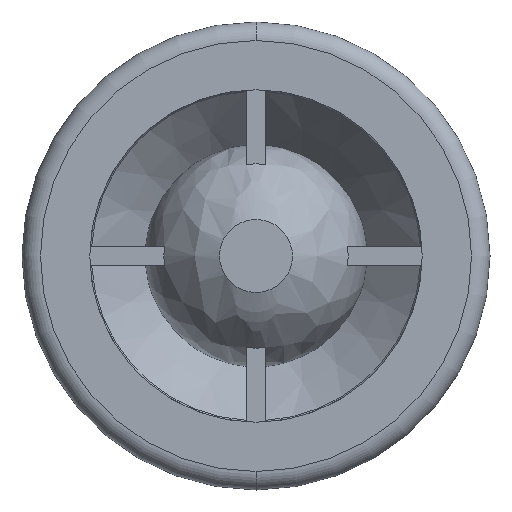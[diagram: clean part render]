
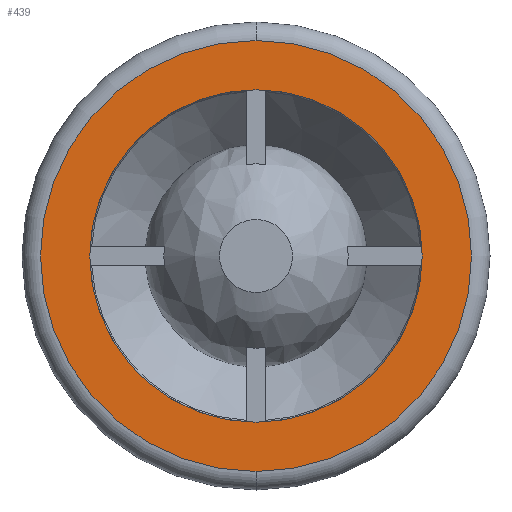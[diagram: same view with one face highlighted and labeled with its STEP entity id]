
A CAD part, front view. The second image highlights one B-rep face of the part: STEP entity #439.
In plain terms, the highlighted planar face has unit normal (0, -1, 0).
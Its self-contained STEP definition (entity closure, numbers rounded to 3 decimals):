
#13 = CARTESIAN_POINT ( 'NONE',  ( 0., 0., 0. ) ) ;
#17 = ORIENTED_EDGE ( 'NONE', *, *, #841, .F. ) ;
#51 = DIRECTION ( 'NONE',  ( 0., -1., 0. ) ) ;
#94 = VERTEX_POINT ( 'NONE', #1291 ) ;
#140 = DIRECTION ( 'NONE',  ( 0., 0., 1. ) ) ;
#162 = ORIENTED_EDGE ( 'NONE', *, *, #1661, .F. ) ;
#187 = DIRECTION ( 'NONE',  ( 0., 0., -1. ) ) ;
#189 = CARTESIAN_POINT ( 'NONE',  ( 0., 0., -17.5 ) ) ;
#219 = EDGE_CURVE ( 'NONE', #1317, #440, #264, .T. ) ;
#234 = AXIS2_PLACEMENT_3D ( 'NONE', #1021, #359, #1286 ) ;
#264 = CIRCLE ( 'NONE', #506, 17.5 ) ;
#301 = CARTESIAN_POINT ( 'NONE',  ( 0., 0., 0. ) ) ;
#311 = CARTESIAN_POINT ( 'NONE',  ( 0., 0., -13.5 ) ) ;
#315 = DIRECTION ( 'NONE',  ( 0., 0., 1. ) ) ;
#326 = FACE_BOUND ( 'NONE', #1071, .T. ) ;
#359 = DIRECTION ( 'NONE',  ( 0., -1., 0. ) ) ;
#368 = AXIS2_PLACEMENT_3D ( 'NONE', #1666, #1280, #187 ) ;
#383 = VERTEX_POINT ( 'NONE', #311 ) ;
#439 = ADVANCED_FACE ( 'NONE', ( #1346, #326 ), #1340, .F. ) ;
#440 = VERTEX_POINT ( 'NONE', #1395 ) ;
#454 = ORIENTED_EDGE ( 'NONE', *, *, #219, .T. ) ;
#500 = ORIENTED_EDGE ( 'NONE', *, *, #1415, .T. ) ;
#506 = AXIS2_PLACEMENT_3D ( 'NONE', #13, #1305, #140 ) ;
#538 = CIRCLE ( 'NONE', #1306, 13.5 ) ;
#827 = DIRECTION ( 'NONE',  ( 0., 0., -1. ) ) ;
#841 = EDGE_CURVE ( 'NONE', #383, #94, #1519, .T. ) ;
#977 = CARTESIAN_POINT ( 'NONE',  ( -13.5, 0., 0. ) ) ;
#984 = EDGE_LOOP ( 'NONE', ( #500, #454 ) ) ;
#1021 = CARTESIAN_POINT ( 'NONE',  ( 0., 0., 0. ) ) ;
#1071 = EDGE_LOOP ( 'NONE', ( #17, #162 ) ) ;
#1116 = CIRCLE ( 'NONE', #234, 17.5 ) ;
#1254 = AXIS2_PLACEMENT_3D ( 'NONE', #977, #1491, #315 ) ;
#1280 = DIRECTION ( 'NONE',  ( 0., -1., 0. ) ) ;
#1286 = DIRECTION ( 'NONE',  ( 0., 0., 1. ) ) ;
#1291 = CARTESIAN_POINT ( 'NONE',  ( 0., 0., 13.5 ) ) ;
#1305 = DIRECTION ( 'NONE',  ( 0., -1., 0. ) ) ;
#1306 = AXIS2_PLACEMENT_3D ( 'NONE', #301, #51, #827 ) ;
#1317 = VERTEX_POINT ( 'NONE', #189 ) ;
#1340 = PLANE ( 'NONE',  #1254 ) ;
#1346 = FACE_OUTER_BOUND ( 'NONE', #984, .T. ) ;
#1395 = CARTESIAN_POINT ( 'NONE',  ( 0., 0., 17.5 ) ) ;
#1415 = EDGE_CURVE ( 'NONE', #440, #1317, #1116, .T. ) ;
#1491 = DIRECTION ( 'NONE',  ( 0., 1., 0. ) ) ;
#1519 = CIRCLE ( 'NONE', #368, 13.5 ) ;
#1661 = EDGE_CURVE ( 'NONE', #94, #383, #538, .T. ) ;
#1666 = CARTESIAN_POINT ( 'NONE',  ( 0., 0., 0. ) ) ;
